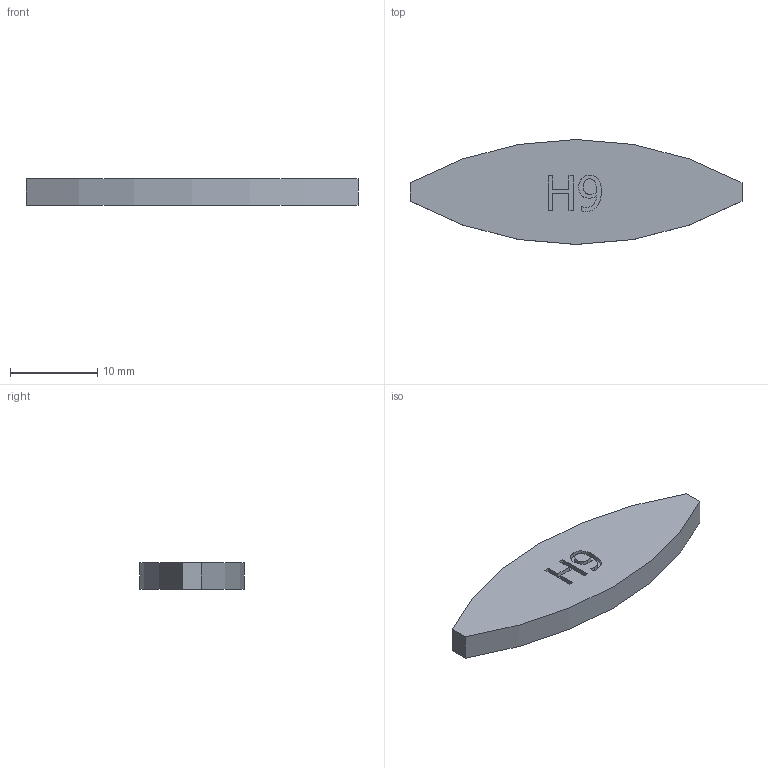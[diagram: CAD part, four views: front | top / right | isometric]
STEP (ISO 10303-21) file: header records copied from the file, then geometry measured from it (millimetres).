
FILE_DESCRIPTION(/* description */ (''),/* implementation_level */ '2;1');
FILE_NAME(/* name */ 'Original_Holzlamelle_Groesse_H9.stp',/* time_stamp */ '2021-08-20T07:33:10+02:00',/* author */ ('matthiask'),/* organization */ (''),/* preprocessor_version */ 'ST-DEVELOPER v18',/* originating_system */ 'Autodesk Inventor 2020',/* authorisation */ '');
FILE_SCHEMA (('AUTOMOTIVE_DESIGN { 1 0 10303 214 3 1 1 }'));
Length unit declared in the file: millimetre
Products named in the file (1): Original_Holzlamelle_Groesse_H9
Bounding box: 38 x 12 x 3 mm (x, y, z)
Volume: 997.6 mm3; surface area: 939.5 mm2
Topology: 1 solids, 1 shells, 42 faces, 111 edges, 74 vertices
Faces by surface type: plane 21, bspline 19, cylinder 2
Entity records: 1498 total; most frequent: CARTESIAN_POINT 537, ORIENTED_EDGE 222, DIRECTION 125, EDGE_CURVE 111, VERTEX_POINT 74, LINE 69, VECTOR 69, EDGE_LOOP 45
